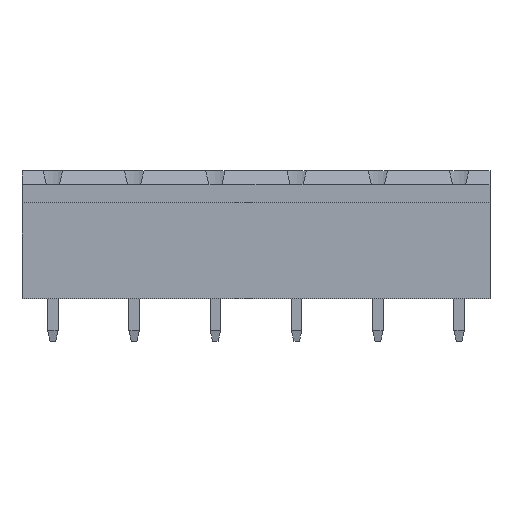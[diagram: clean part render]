
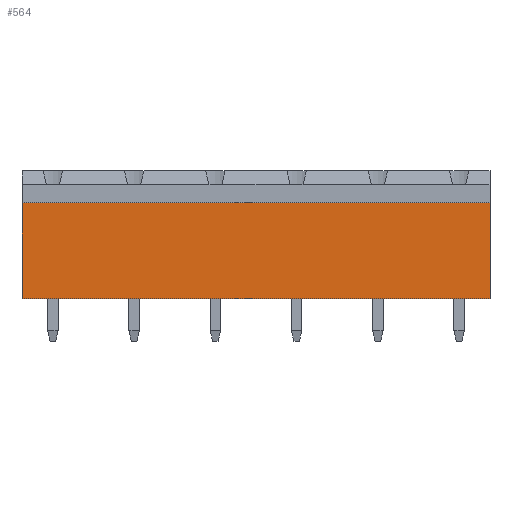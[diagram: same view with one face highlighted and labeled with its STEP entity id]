
A CAD part, front view. The second image highlights one B-rep face of the part: STEP entity #564.
In plain terms, the highlighted planar face has unit normal (0, -1, 0).
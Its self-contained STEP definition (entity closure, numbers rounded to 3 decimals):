
#564 = ADVANCED_FACE( '', ( #1194 ), #1195, .T. );
#1194 = FACE_OUTER_BOUND( '', #1919, .T. );
#1195 = PLANE( '', #1920 );
#1919 = EDGE_LOOP( '', ( #3320, #3321, #3322, #3323 ) );
#1920 = AXIS2_PLACEMENT_3D( '', #3324, #3325, #3326 );
#3320 = ORIENTED_EDGE( '', *, *, #5047, .F. );
#3321 = ORIENTED_EDGE( '', *, *, #5048, .F. );
#3322 = ORIENTED_EDGE( '', *, *, #5049, .T. );
#3323 = ORIENTED_EDGE( '', *, *, #5050, .T. );
#3324 = CARTESIAN_POINT( '', ( 21.95, -4.05, -6. ) );
#3325 = DIRECTION( '', ( 0., -1., 0. ) );
#3326 = DIRECTION( '', ( 0., 0., -1. ) );
#5047 = EDGE_CURVE( '', #6273, #6274, #6275, .T. );
#5048 = EDGE_CURVE( '', #6276, #6273, #6277, .T. );
#5049 = EDGE_CURVE( '', #6276, #6278, #6279, .T. );
#5050 = EDGE_CURVE( '', #6278, #6274, #6280, .T. );
#6273 = VERTEX_POINT( '', #7991 );
#6274 = VERTEX_POINT( '', #7992 );
#6275 = LINE( '', #7993, #7994 );
#6276 = VERTEX_POINT( '', #7995 );
#6277 = LINE( '', #7996, #7997 );
#6278 = VERTEX_POINT( '', #7998 );
#6279 = LINE( '', #7999, #8000 );
#6280 = LINE( '', #8001, #8002 );
#7991 = CARTESIAN_POINT( '', ( -21.95, -4.05, -6. ) );
#7992 = CARTESIAN_POINT( '', ( -21.95, -4.05, 3. ) );
#7993 = CARTESIAN_POINT( '', ( -21.95, -4.05, -6. ) );
#7994 = VECTOR( '', #9033, 1000. );
#7995 = CARTESIAN_POINT( '', ( 21.95, -4.05, -6. ) );
#7996 = CARTESIAN_POINT( '', ( 21.95, -4.05, -6. ) );
#7997 = VECTOR( '', #9034, 1000. );
#7998 = CARTESIAN_POINT( '', ( 21.95, -4.05, 3. ) );
#7999 = CARTESIAN_POINT( '', ( 21.95, -4.05, -6. ) );
#8000 = VECTOR( '', #9035, 1000. );
#8001 = CARTESIAN_POINT( '', ( 21.95, -4.05, 3. ) );
#8002 = VECTOR( '', #9036, 1000. );
#9033 = DIRECTION( '', ( 0., 0., 1. ) );
#9034 = DIRECTION( '', ( -1., 0., 0. ) );
#9035 = DIRECTION( '', ( 0., 0., 1. ) );
#9036 = DIRECTION( '', ( -1., 0., 0. ) );
